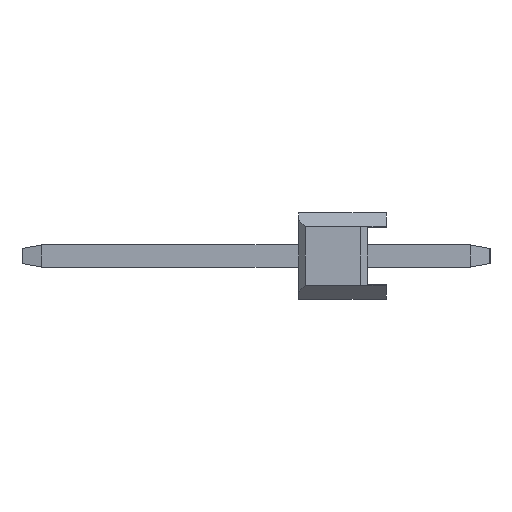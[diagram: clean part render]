
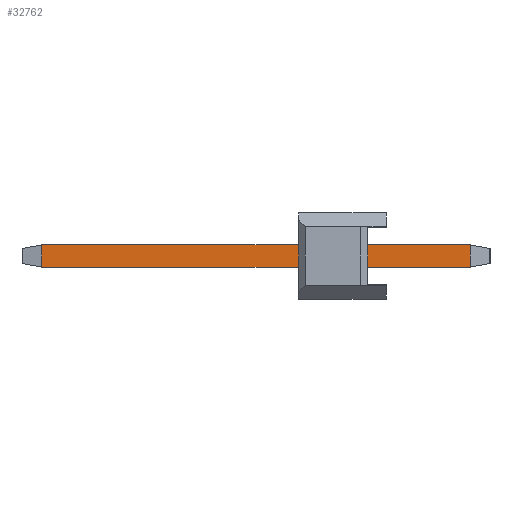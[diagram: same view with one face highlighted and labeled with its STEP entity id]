
A CAD part, left-side view. The second image highlights one B-rep face of the part: STEP entity #32762.
In plain terms, the highlighted planar face has unit normal (-1, 0, 0).
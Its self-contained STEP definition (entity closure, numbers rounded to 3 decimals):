
#1102 = DIRECTION ( 'NONE',  ( 0., -1., 0. ) ) ;
#1380 = VERTEX_POINT ( 'NONE', #10931 ) ;
#2577 = VECTOR ( 'NONE', #4125, 1000. ) ;
#4125 = DIRECTION ( 'NONE',  ( 0., 0., 1. ) ) ;
#4280 = VECTOR ( 'NONE', #35543, 1000. ) ;
#4903 = AXIS2_PLACEMENT_3D ( 'NONE', #11772, #24448, #37120 ) ;
#5187 = CARTESIAN_POINT ( 'NONE',  ( -0.32, -2.433, -0.32 ) ) ;
#7349 = EDGE_CURVE ( 'NONE', #37265, #18974, #19894, .T. ) ;
#7606 = LINE ( 'NONE', #20272, #12256 ) ;
#8260 = ORIENTED_EDGE ( 'NONE', *, *, #27173, .F. ) ;
#10196 = LINE ( 'NONE', #22871, #4280 ) ;
#10931 = CARTESIAN_POINT ( 'NONE',  ( -0.32, 9.973, -0.32 ) ) ;
#11509 = ORIENTED_EDGE ( 'NONE', *, *, #20780, .T. ) ;
#11772 = CARTESIAN_POINT ( 'NONE',  ( -0.32, 10.54, 0.32 ) ) ;
#12256 = VECTOR ( 'NONE', #32950, 1000. ) ;
#15355 = CARTESIAN_POINT ( 'NONE',  ( -0.32, 9.973, 0.32 ) ) ;
#16853 = LINE ( 'NONE', #29541, #33023 ) ;
#18974 = VERTEX_POINT ( 'NONE', #21983 ) ;
#19894 = LINE ( 'NONE', #32574, #2577 ) ;
#20272 = CARTESIAN_POINT ( 'NONE',  ( -0.32, 10.54, -0.32 ) ) ;
#20780 = EDGE_CURVE ( 'NONE', #1380, #37265, #7606, .T. ) ;
#21404 = ORIENTED_EDGE ( 'NONE', *, *, #7349, .T. ) ;
#21983 = CARTESIAN_POINT ( 'NONE',  ( -0.32, -2.433, 0.32 ) ) ;
#22871 = CARTESIAN_POINT ( 'NONE',  ( -0.32, 9.973, -0.32 ) ) ;
#24448 = DIRECTION ( 'NONE',  ( 1., 0., 0. ) ) ;
#27173 = EDGE_CURVE ( 'NONE', #38129, #18974, #16853, .T. ) ;
#27216 = EDGE_LOOP ( 'NONE', ( #11509, #21404, #8260, #28590 ) ) ;
#27570 = FACE_OUTER_BOUND ( 'NONE', #27216, .T. ) ;
#28590 = ORIENTED_EDGE ( 'NONE', *, *, #33493, .T. ) ;
#29541 = CARTESIAN_POINT ( 'NONE',  ( -0.32, 10.54, 0.32 ) ) ;
#32574 = CARTESIAN_POINT ( 'NONE',  ( -0.32, -2.433, 0.32 ) ) ;
#32762 = ADVANCED_FACE ( 'NONE', ( #27570 ), #40222, .F. ) ;
#32950 = DIRECTION ( 'NONE',  ( 0., -1., 0. ) ) ;
#33023 = VECTOR ( 'NONE', #1102, 1000. ) ;
#33493 = EDGE_CURVE ( 'NONE', #38129, #1380, #10196, .T. ) ;
#35543 = DIRECTION ( 'NONE',  ( 0., 0., -1. ) ) ;
#37120 = DIRECTION ( 'NONE',  ( 0., 0., -1. ) ) ;
#37265 = VERTEX_POINT ( 'NONE', #5187 ) ;
#38129 = VERTEX_POINT ( 'NONE', #15355 ) ;
#40222 = PLANE ( 'NONE',  #4903 ) ;
